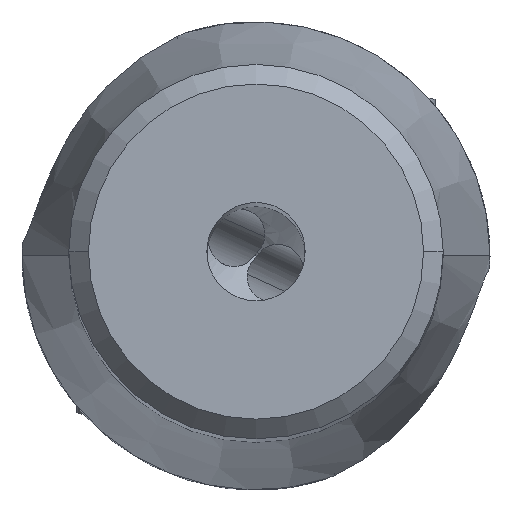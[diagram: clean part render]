
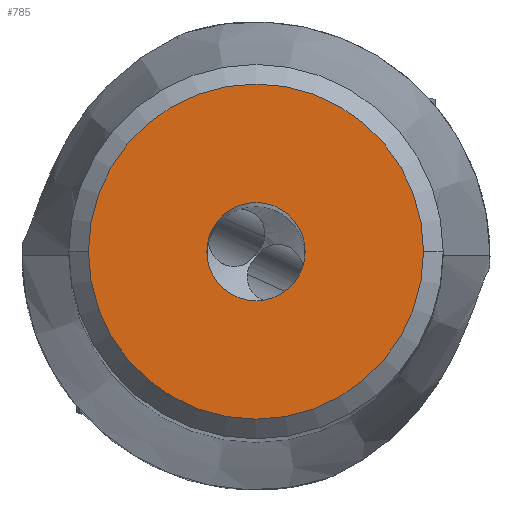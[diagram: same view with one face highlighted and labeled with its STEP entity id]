
A CAD part, top view. The second image highlights one B-rep face of the part: STEP entity #785.
In plain terms, the highlighted planar face has unit normal (0, 0, 1).
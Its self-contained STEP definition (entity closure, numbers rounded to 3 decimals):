
#94=FACE_BOUND('',#1481,.T.);
#95=FACE_BOUND('',#1482,.T.);
#201=PLANE('',#5813);
#785=ADVANCED_FACE('',(#94,#95),#201,.T.);
#1481=EDGE_LOOP('',(#2546,#2547));
#1482=EDGE_LOOP('',(#2548,#2549));
#1763=CIRCLE('',#5747,2.5);
#1793=CIRCLE('',#5805,2.5);
#1795=CIRCLE('',#5811,8.525);
#1796=CIRCLE('',#5812,8.525);
#2546=ORIENTED_EDGE('',*,*,#4698,.F.);
#2547=ORIENTED_EDGE('',*,*,#4699,.F.);
#2548=ORIENTED_EDGE('',*,*,#4585,.F.);
#2549=ORIENTED_EDGE('',*,*,#4690,.F.);
#3943=VERTEX_POINT('',#9266);
#3944=VERTEX_POINT('',#9268);
#4027=VERTEX_POINT('',#10568);
#4028=VERTEX_POINT('',#10569);
#4585=EDGE_CURVE('',#3943,#3944,#1763,.T.);
#4690=EDGE_CURVE('',#3944,#3943,#1793,.T.);
#4698=EDGE_CURVE('',#4027,#4028,#1795,.T.);
#4699=EDGE_CURVE('',#4028,#4027,#1796,.T.);
#5747=AXIS2_PLACEMENT_3D('',#9267,#6596,#6597);
#5805=AXIS2_PLACEMENT_3D('',#10429,#6728,#6729);
#5811=AXIS2_PLACEMENT_3D('',#10567,#6742,#6743);
#5812=AXIS2_PLACEMENT_3D('',#10570,#6744,#6745);
#5813=AXIS2_PLACEMENT_3D('',#10571,#6746,#6747);
#6596=DIRECTION('',(0.,0.,1.));
#6597=DIRECTION('',(1.,0.,0.));
#6728=DIRECTION('',(0.,0.,1.));
#6729=DIRECTION('',(-1.,0.,0.));
#6742=DIRECTION('',(0.,0.,-1.));
#6743=DIRECTION('',(-1.,0.,0.));
#6744=DIRECTION('',(0.,0.,-1.));
#6745=DIRECTION('',(1.,0.,0.));
#6746=DIRECTION('',(0.,0.,1.));
#6747=DIRECTION('',(1.,0.,0.));
#9266=CARTESIAN_POINT('',(2.5,0.,0.));
#9267=CARTESIAN_POINT('',(0.,0.,0.));
#9268=CARTESIAN_POINT('',(-2.5,0.,0.));
#10429=CARTESIAN_POINT('',(0.,0.,0.));
#10567=CARTESIAN_POINT('',(0.,0.,0.));
#10568=CARTESIAN_POINT('',(-8.525,0.,0.));
#10569=CARTESIAN_POINT('',(8.525,0.,0.));
#10570=CARTESIAN_POINT('',(0.,0.,0.));
#10571=CARTESIAN_POINT('',(0.,0.,0.));
